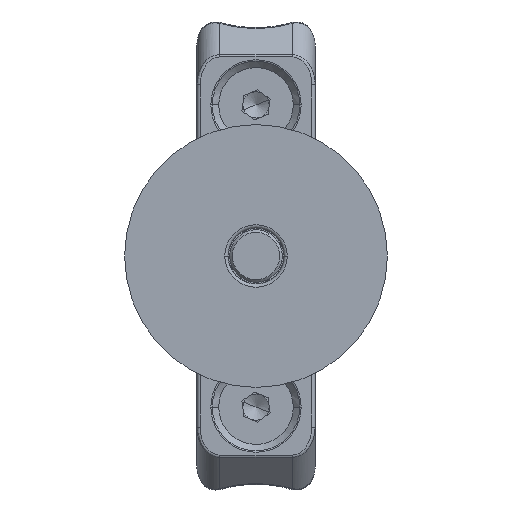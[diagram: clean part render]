
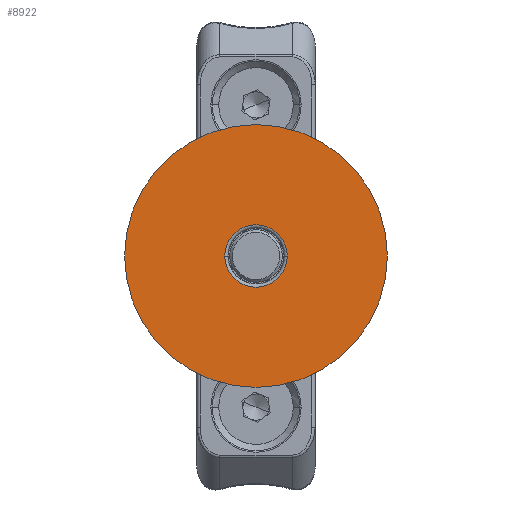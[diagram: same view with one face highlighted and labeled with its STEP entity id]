
A CAD part, front view. The second image highlights one B-rep face of the part: STEP entity #8922.
In plain terms, the highlighted planar face has unit normal (0, -1, 0).
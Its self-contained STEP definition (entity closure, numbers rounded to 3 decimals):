
#224 = EDGE_LOOP ( 'NONE', ( #4251, #3685 ) ) ;
#507 = ORIENTED_EDGE ( 'NONE', *, *, #5429, .F. ) ;
#528 = DIRECTION ( 'NONE',  ( 0., 1., 0. ) ) ;
#1786 = DIRECTION ( 'NONE',  ( 1., 0., 0. ) ) ;
#1978 = DIRECTION ( 'NONE',  ( 0., 1., 0. ) ) ;
#2048 = EDGE_CURVE ( 'NONE', #6320, #8968, #8073, .T. ) ;
#2343 = EDGE_LOOP ( 'NONE', ( #507, #9005 ) ) ;
#2481 = EDGE_CURVE ( 'NONE', #8968, #6320, #8530, .T. ) ;
#2736 = CARTESIAN_POINT ( 'NONE',  ( -13.63, 0., 52.004 ) ) ;
#3082 = DIRECTION ( 'NONE',  ( 0., 1., 0. ) ) ;
#3542 = CARTESIAN_POINT ( 'NONE',  ( 6.37, 0., 52.004 ) ) ;
#3685 = ORIENTED_EDGE ( 'NONE', *, *, #2048, .T. ) ;
#3701 = CARTESIAN_POINT ( 'NONE',  ( -13.63, 0., 52.004 ) ) ;
#3931 = EDGE_CURVE ( 'NONE', #6584, #7265, #5262, .T. ) ;
#4251 = ORIENTED_EDGE ( 'NONE', *, *, #2481, .T. ) ;
#4450 = DIRECTION ( 'NONE',  ( 1., 0., 0. ) ) ;
#5262 = CIRCLE ( 'NONE', #5720, 20. ) ;
#5429 = EDGE_CURVE ( 'NONE', #7265, #6584, #5769, .T. ) ;
#5707 = CARTESIAN_POINT ( 'NONE',  ( -13.63, 0., 52.004 ) ) ;
#5720 = AXIS2_PLACEMENT_3D ( 'NONE', #2736, #1978, #9313 ) ;
#5769 = CIRCLE ( 'NONE', #7412, 20. ) ;
#6107 = CARTESIAN_POINT ( 'NONE',  ( -33.63, 0., 52.004 ) ) ;
#6320 = VERTEX_POINT ( 'NONE', #8704 ) ;
#6402 = FACE_OUTER_BOUND ( 'NONE', #2343, .T. ) ;
#6584 = VERTEX_POINT ( 'NONE', #3542 ) ;
#6631 = CARTESIAN_POINT ( 'NONE',  ( -8.88, 0., 52.004 ) ) ;
#7136 = DIRECTION ( 'NONE',  ( 1., 0., 0. ) ) ;
#7265 = VERTEX_POINT ( 'NONE', #6107 ) ;
#7412 = AXIS2_PLACEMENT_3D ( 'NONE', #7827, #528, #7136 ) ;
#7488 = AXIS2_PLACEMENT_3D ( 'NONE', #3701, #3082, #4450 ) ;
#7627 = CARTESIAN_POINT ( 'NONE',  ( -13.63, 0., 52.004 ) ) ;
#7780 = AXIS2_PLACEMENT_3D ( 'NONE', #7627, #8275, #1786 ) ;
#7827 = CARTESIAN_POINT ( 'NONE',  ( -13.63, 0., 52.004 ) ) ;
#8073 = CIRCLE ( 'NONE', #7780, 4.75 ) ;
#8275 = DIRECTION ( 'NONE',  ( 0., 1., 0. ) ) ;
#8530 = CIRCLE ( 'NONE', #7488, 4.75 ) ;
#8554 = DIRECTION ( 'NONE',  ( 0., 1., 0. ) ) ;
#8704 = CARTESIAN_POINT ( 'NONE',  ( -18.38, 0., 52.004 ) ) ;
#8757 = AXIS2_PLACEMENT_3D ( 'NONE', #5707, #8554, #8779 ) ;
#8779 = DIRECTION ( 'NONE',  ( 1., 0., 0. ) ) ;
#8922 = ADVANCED_FACE ( 'NONE', ( #9306, #6402 ), #9257, .F. ) ;
#8968 = VERTEX_POINT ( 'NONE', #6631 ) ;
#9005 = ORIENTED_EDGE ( 'NONE', *, *, #3931, .F. ) ;
#9257 = PLANE ( 'NONE',  #8757 ) ;
#9306 = FACE_BOUND ( 'NONE', #224, .T. ) ;
#9313 = DIRECTION ( 'NONE',  ( 1., 0., 0. ) ) ;
